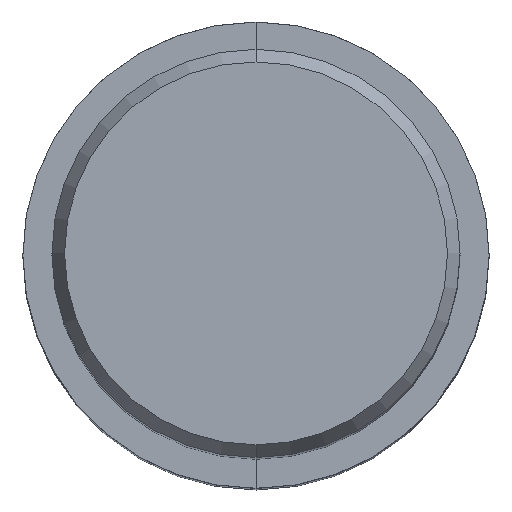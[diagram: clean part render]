
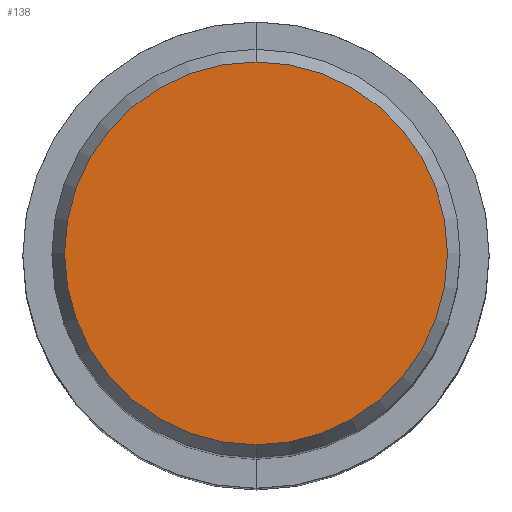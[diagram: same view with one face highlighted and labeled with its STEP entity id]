
A CAD part, top view. The second image highlights one B-rep face of the part: STEP entity #138.
In plain terms, the highlighted planar face has unit normal (0, 0, 1).
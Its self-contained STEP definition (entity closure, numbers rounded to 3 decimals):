
#100=VERTEX_POINT('',#214);
#102=EDGE_CURVE('',#104,#100,#216,.T.);
#104=VERTEX_POINT('',#218);
#138=ADVANCED_FACE('',(#260),#261,.T.);
#140=EDGE_CURVE('',#100,#104,#263,.T.);
#214=CARTESIAN_POINT('',(0.0,10.425,0.01));
#216=CIRCLE('',#341,10.425);
#218=CARTESIAN_POINT('',(0.,-10.425,0.01));
#260=FACE_OUTER_BOUND('',#393,.T.);
#261=PLANE('',#394);
#263=CIRCLE('',#397,10.425);
#341=AXIS2_PLACEMENT_3D('',#469,#470,#471);
#393=EDGE_LOOP('',(#534,#535));
#394=AXIS2_PLACEMENT_3D('',#536,#537,#538);
#397=AXIS2_PLACEMENT_3D('',#539,#540,#541);
#469=CARTESIAN_POINT('',(0.0,0.0,0.01));
#470=DIRECTION('',(0.0,0.0,-1.0));
#471=DIRECTION('',(0.0,1.0,0.0));
#534=ORIENTED_EDGE('',*,*,#140,.F.);
#535=ORIENTED_EDGE('',*,*,#102,.F.);
#536=CARTESIAN_POINT('',(0.0,5.212,0.01));
#537=DIRECTION('',(-0.0,0.0,1.0));
#538=DIRECTION('',(0.0,-1.0,0.0));
#539=CARTESIAN_POINT('',(0.0,0.0,0.01));
#540=DIRECTION('',(0.0,0.0,-1.0));
#541=DIRECTION('',(0.0,1.0,0.0));
